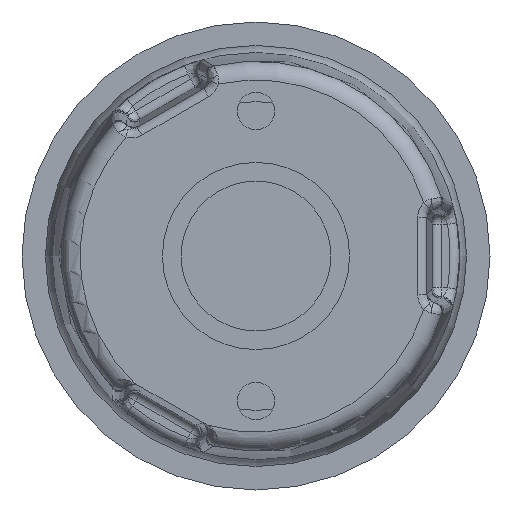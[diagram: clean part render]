
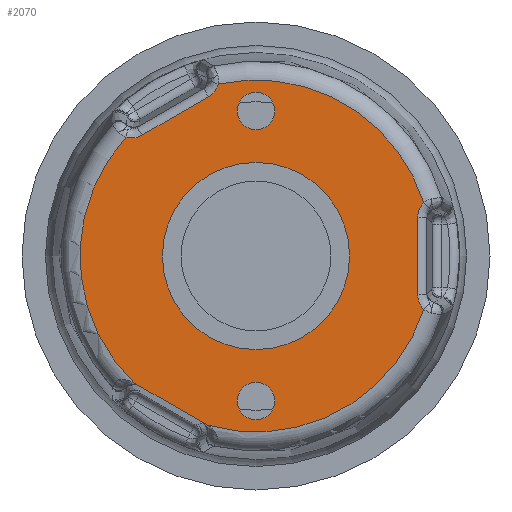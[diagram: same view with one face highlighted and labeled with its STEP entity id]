
A CAD part, front view. The second image highlights one B-rep face of the part: STEP entity #2070.
In plain terms, the highlighted planar face has unit normal (0, -1, 0).
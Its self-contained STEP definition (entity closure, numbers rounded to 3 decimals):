
#104=LINE('',#6001,#163);
#109=LINE('',#13268,#168);
#123=LINE('',#17527,#182);
#163=VECTOR('',#2416,8.233);
#168=VECTOR('',#2437,8.233);
#182=VECTOR('',#2517,9.056);
#225=B_SPLINE_CURVE_WITH_KNOTS('',3,(#6044,#6045,#6046,#6047,#6048,#6049,
#6050),.UNSPECIFIED.,.F.,.F.,(4,1,1,1,4),(0.,0.025,0.05,
0.1,0.175),.UNSPECIFIED.);
#230=B_SPLINE_CURVE_WITH_KNOTS('',3,(#9957,#9958,#9959,#9960,#9961,#9962,
#9963),.UNSPECIFIED.,.F.,.F.,(4,1,1,1,4),(0.,0.1,0.125,
0.15,0.175),.UNSPECIFIED.);
#241=B_SPLINE_CURVE_WITH_KNOTS('',3,(#13305,#13306,#13307,#13308,#13309,
#13310),.UNSPECIFIED.,.F.,.F.,(4,1,1,4),(0.,0.025,0.075,
0.175),.UNSPECIFIED.);
#246=B_SPLINE_CURVE_WITH_KNOTS('',3,(#16909,#16910,#16911,#16912,#16913,
#16914,#16915),.UNSPECIFIED.,.F.,.F.,(4,1,1,1,4),(0.,0.075,
0.125,0.15,0.175),.UNSPECIFIED.);
#370=PLANE('',#2276);
#405=FACE_BOUND('',#707,.T.);
#406=FACE_BOUND('',#708,.T.);
#407=FACE_BOUND('',#709,.T.);
#546=FACE_OUTER_BOUND('',#706,.T.);
#706=EDGE_LOOP('',(#1817,#1818,#1819,#1820,#1821,#1822,#1823,#1824,#1825,
#1826));
#707=EDGE_LOOP('',(#1827));
#708=EDGE_LOOP('',(#1828));
#709=EDGE_LOOP('',(#1829));
#790=CIRCLE('',#2124,10.);
#797=CIRCLE('',#2136,2.);
#799=CIRCLE('',#2139,2.);
#873=CIRCLE('',#2269,18.803);
#874=CIRCLE('',#2271,18.803);
#877=CIRCLE('',#2275,18.803);
#917=VERTEX_POINT('',#2930);
#924=VERTEX_POINT('',#2949);
#926=VERTEX_POINT('',#2954);
#927=VERTEX_POINT('',#4976);
#931=VERTEX_POINT('',#5994);
#934=VERTEX_POINT('',#5999);
#936=VERTEX_POINT('',#8807);
#947=VERTEX_POINT('',#12201);
#951=VERTEX_POINT('',#13261);
#954=VERTEX_POINT('',#13266);
#956=VERTEX_POINT('',#15847);
#995=VERTEX_POINT('',#17521);
#996=VERTEX_POINT('',#17526);
#1099=EDGE_CURVE('',#917,#917,#790,.T.);
#1106=EDGE_CURVE('',#924,#924,#797,.T.);
#1108=EDGE_CURVE('',#926,#926,#799,.T.);
#1116=EDGE_CURVE('',#934,#931,#104,.T.);
#1118=EDGE_CURVE('',#927,#934,#225,.T.);
#1124=EDGE_CURVE('',#931,#936,#230,.T.);
#1143=EDGE_CURVE('',#954,#951,#109,.T.);
#1145=EDGE_CURVE('',#947,#954,#241,.T.);
#1151=EDGE_CURVE('',#951,#956,#246,.T.);
#1212=EDGE_CURVE('',#996,#995,#123,.T.);
#1331=EDGE_CURVE('',#956,#927,#873,.T.);
#1332=EDGE_CURVE('',#936,#995,#874,.T.);
#1335=EDGE_CURVE('',#996,#947,#877,.T.);
#1817=ORIENTED_EDGE('',*,*,#1118,.F.);
#1818=ORIENTED_EDGE('',*,*,#1331,.F.);
#1819=ORIENTED_EDGE('',*,*,#1151,.F.);
#1820=ORIENTED_EDGE('',*,*,#1143,.F.);
#1821=ORIENTED_EDGE('',*,*,#1145,.F.);
#1822=ORIENTED_EDGE('',*,*,#1335,.F.);
#1823=ORIENTED_EDGE('',*,*,#1212,.T.);
#1824=ORIENTED_EDGE('',*,*,#1332,.F.);
#1825=ORIENTED_EDGE('',*,*,#1124,.F.);
#1826=ORIENTED_EDGE('',*,*,#1116,.F.);
#1827=ORIENTED_EDGE('',*,*,#1099,.F.);
#1828=ORIENTED_EDGE('',*,*,#1106,.T.);
#1829=ORIENTED_EDGE('',*,*,#1108,.T.);
#2070=ADVANCED_FACE('',(#546,#405,#406,#407),#370,.T.);
#2124=AXIS2_PLACEMENT_3D('',#2931,#2375,#2376);
#2136=AXIS2_PLACEMENT_3D('',#2950,#2399,#2400);
#2139=AXIS2_PLACEMENT_3D('',#2955,#2405,#2406);
#2269=AXIS2_PLACEMENT_3D('',#18279,#2724,#2725);
#2271=AXIS2_PLACEMENT_3D('',#18281,#2728,#2729);
#2275=AXIS2_PLACEMENT_3D('',#18285,#2736,#2737);
#2276=AXIS2_PLACEMENT_3D('',#18286,#2738,#2739);
#2375=DIRECTION('center_axis',(0.,-1.,0.));
#2376=DIRECTION('ref_axis',(1.,0.,0.));
#2399=DIRECTION('center_axis',(0.,1.,0.));
#2400=DIRECTION('ref_axis',(1.,0.,0.));
#2405=DIRECTION('center_axis',(0.,1.,0.));
#2406=DIRECTION('ref_axis',(1.,0.,0.));
#2416=DIRECTION('',(0.,0.,-1.));
#2437=DIRECTION('',(0.866,0.,0.5));
#2517=DIRECTION('',(0.866,0.,-0.5));
#2724=DIRECTION('center_axis',(0.,1.,0.));
#2725=DIRECTION('ref_axis',(-1.,0.,0.));
#2728=DIRECTION('center_axis',(0.,1.,0.));
#2729=DIRECTION('ref_axis',(-1.,0.,0.));
#2736=DIRECTION('center_axis',(0.,1.,0.));
#2737=DIRECTION('ref_axis',(-1.,0.,0.));
#2738=DIRECTION('center_axis',(0.,-1.,0.));
#2739=DIRECTION('ref_axis',(0.,0.,-1.));
#2930=CARTESIAN_POINT('',(10.,0.,0.));
#2931=CARTESIAN_POINT('Origin',(0.,0.,0.));
#2949=CARTESIAN_POINT('',(2.,0.,15.5));
#2950=CARTESIAN_POINT('Origin',(0.,0.,15.5));
#2954=CARTESIAN_POINT('',(2.,0.,-15.5));
#2955=CARTESIAN_POINT('Origin',(0.,0.,-15.5));
#4976=CARTESIAN_POINT('',(17.919,0.,5.698));
#5994=CARTESIAN_POINT('',(17.267,0.,-4.117));
#5999=CARTESIAN_POINT('',(17.267,0.,4.117));
#6001=CARTESIAN_POINT('',(17.267,0.,2.5));
#6044=CARTESIAN_POINT('Ctrl Pts',(17.919,0.,
5.698));
#6045=CARTESIAN_POINT('Ctrl Pts',(17.864,0.,
5.636));
#6046=CARTESIAN_POINT('Ctrl Pts',(17.757,0.,
5.508));
#6047=CARTESIAN_POINT('Ctrl Pts',(17.565,0.,
5.234));
#6048=CARTESIAN_POINT('Ctrl Pts',(17.342,0.,
4.783));
#6049=CARTESIAN_POINT('Ctrl Pts',(17.267,0.,
4.367));
#6050=CARTESIAN_POINT('Ctrl Pts',(17.267,0.,
4.117));
#8807=CARTESIAN_POINT('',(17.919,0.,-5.698));
#9957=CARTESIAN_POINT('Ctrl Pts',(17.267,0.,
-4.117));
#9958=CARTESIAN_POINT('Ctrl Pts',(17.267,0.,
-4.45));
#9959=CARTESIAN_POINT('Ctrl Pts',(17.368,0.,
-4.866));
#9960=CARTESIAN_POINT('Ctrl Pts',(17.613,0.,
-5.303));
#9961=CARTESIAN_POINT('Ctrl Pts',(17.757,0.,
-5.508));
#9962=CARTESIAN_POINT('Ctrl Pts',(17.864,0.,
-5.636));
#9963=CARTESIAN_POINT('Ctrl Pts',(17.919,0.,
-5.698));
#12201=CARTESIAN_POINT('',(-13.894,0.,12.669));
#13261=CARTESIAN_POINT('',(-5.069,0.,17.012));
#13266=CARTESIAN_POINT('',(-12.199,0.,12.896));
#13268=CARTESIAN_POINT('',(-10.799,0.,13.704));
#13305=CARTESIAN_POINT('Ctrl Pts',(-13.894,0.,
12.669));
#13306=CARTESIAN_POINT('Ctrl Pts',(-13.813,0.,
12.653));
#13307=CARTESIAN_POINT('Ctrl Pts',(-13.566,0.,
12.609));
#13308=CARTESIAN_POINT('Ctrl Pts',(-12.98,0.,
12.584));
#13309=CARTESIAN_POINT('Ctrl Pts',(-12.487,0.,
12.729));
#13310=CARTESIAN_POINT('Ctrl Pts',(-12.199,0.,
12.896));
#15847=CARTESIAN_POINT('',(-4.025,0.,18.367));
#16909=CARTESIAN_POINT('Ctrl Pts',(-5.069,0.,
17.012));
#16910=CARTESIAN_POINT('Ctrl Pts',(-4.852,0.,
17.137));
#16911=CARTESIAN_POINT('Ctrl Pts',(-4.529,0.,
17.41));
#16912=CARTESIAN_POINT('Ctrl Pts',(-4.249,0.,
17.829));
#16913=CARTESIAN_POINT('Ctrl Pts',(-4.108,0.,
18.132));
#16914=CARTESIAN_POINT('Ctrl Pts',(-4.051,0.,
18.288));
#16915=CARTESIAN_POINT('Ctrl Pts',(-4.025,0.,
18.367));
#17521=CARTESIAN_POINT('',(-5.204,0.,-18.069));
#17526=CARTESIAN_POINT('',(-13.046,0.,-13.541));
#17527=CARTESIAN_POINT('',(-6.96,0.,-17.055));
#18279=CARTESIAN_POINT('Origin',(0.,0.,0.));
#18281=CARTESIAN_POINT('Origin',(0.,0.,0.));
#18285=CARTESIAN_POINT('Origin',(0.,0.,0.));
#18286=CARTESIAN_POINT('Origin',(0.,0.,0.));
